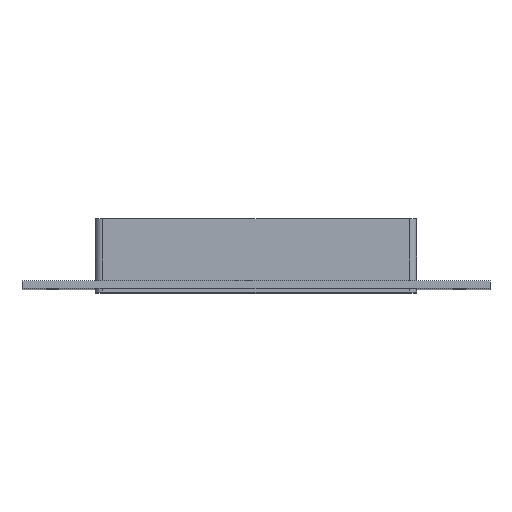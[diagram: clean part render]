
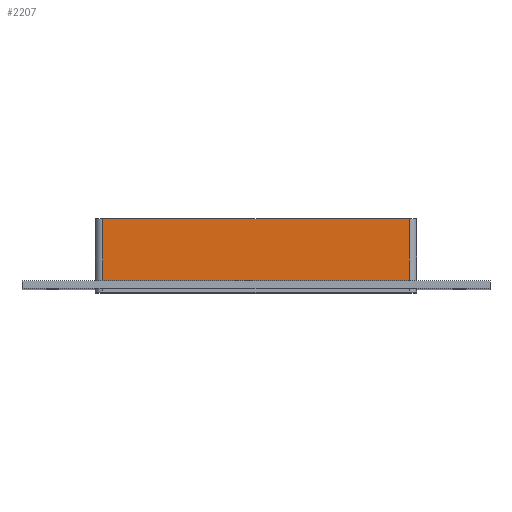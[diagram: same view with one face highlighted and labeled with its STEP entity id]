
A CAD part, top view. The second image highlights one B-rep face of the part: STEP entity #2207.
In plain terms, the highlighted planar face has unit normal (0, 0, 1).
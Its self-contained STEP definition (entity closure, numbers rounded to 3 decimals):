
#1154=CARTESIAN_POINT('',(-125.5,57.0,257.25));
#1155=VERTEX_POINT('',#1154);
#1163=CARTESIAN_POINT('',(125.5,57.0,257.25));
#1164=VERTEX_POINT('',#1163);
#1165=CARTESIAN_POINT('',(-125.5,57.0,257.25));
#1166=DIRECTION('',(1.0,0.0,0.0));
#1167=VECTOR('',#1166,251.0);
#1168=LINE('',#1165,#1167);
#1169=EDGE_CURVE('',#1155,#1164,#1168,.T.);
#1540=CARTESIAN_POINT('',(125.5,6.,257.25));
#1541=VERTEX_POINT('',#1540);
#1549=CARTESIAN_POINT('',(-125.5,6.,257.25));
#1550=VERTEX_POINT('',#1549);
#1551=CARTESIAN_POINT('',(-125.5,6.,257.25));
#1552=DIRECTION('',(1.0,0.0,0.0));
#1553=VECTOR('',#1552,251.);
#1554=LINE('',#1551,#1553);
#1555=EDGE_CURVE('',#1550,#1541,#1554,.T.);
#1869=CARTESIAN_POINT('',(125.5,57.0,257.25));
#1870=DIRECTION('',(0.0,-1.0,0.0));
#1871=VECTOR('',#1870,51.0);
#1872=LINE('',#1869,#1871);
#1873=EDGE_CURVE('',#1164,#1541,#1872,.T.);
#2185=CARTESIAN_POINT('',(-125.5,6.,257.25));
#2186=DIRECTION('',(0.0,1.0,0.0));
#2187=VECTOR('',#2186,51.0);
#2188=LINE('',#2185,#2187);
#2189=EDGE_CURVE('',#1550,#1155,#2188,.T.);
#2196=CARTESIAN_POINT('',(-131.5,0.0,257.25));
#2197=DIRECTION('',(0.0,0.0,1.0));
#2198=DIRECTION('',(1.0,0.0,0.0));
#2199=AXIS2_PLACEMENT_3D('',#2196,#2197,#2198);
#2200=PLANE('',#2199);
#2201=ORIENTED_EDGE('',*,*,#1555,.T.);
#2202=ORIENTED_EDGE('',*,*,#1873,.F.);
#2203=ORIENTED_EDGE('',*,*,#1169,.F.);
#2204=ORIENTED_EDGE('',*,*,#2189,.F.);
#2205=EDGE_LOOP('',(#2201,#2202,#2203,#2204));
#2206=FACE_OUTER_BOUND('',#2205,.T.);
#2207=ADVANCED_FACE('',(#2206),#2200,.T.);
